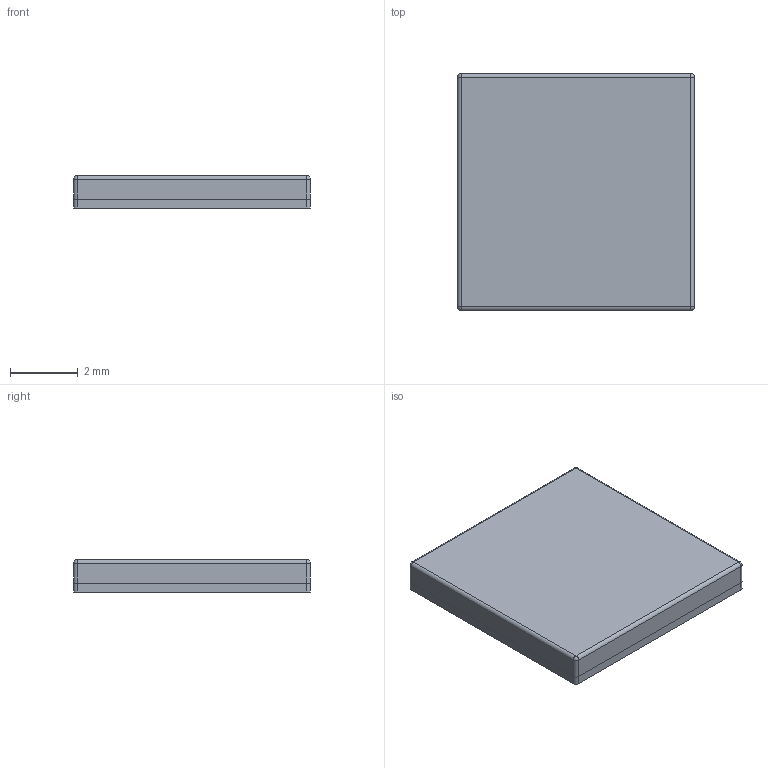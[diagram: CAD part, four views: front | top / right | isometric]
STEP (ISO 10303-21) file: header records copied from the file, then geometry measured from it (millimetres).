
FILE_DESCRIPTION(/* description */ ('Unknown'),/* implementation_level */ '2;1');
FILE_NAME(/* name */ 'ESP32-S3-PICO-1-N8R2',/* time_stamp */ '2023-11-15T15:58:04+02:00',/* author */ ('Unknown'),/* organization */ ('Unknown'),/* preprocessor_version */ 'ST-DEVELOPER v18.102',/* originating_system */ 'Solid Edge',/* authorisation */ 'Unknown');
FILE_SCHEMA (('AUTOMOTIVE_DESIGN {1 0 10303 214 3 1 1}'));
Length unit declared in the file: millimetre
Products named in the file (1): ESP32-S3-PICO-1-N8R2
Bounding box: 7 x 7 x 0.97 mm (x, y, z)
Volume: 47.2 mm3; surface area: 124.1 mm2
Topology: 1 solids, 1 shells, 312 faces, 743 edges, 486 vertices
Faces by surface type: plane 296, cylinder 12, sphere 4
Entity records: 10991 total; most frequent: CARTESIAN_POINT 1538, ORIENTED_EDGE 1478, DIRECTION 1385, EDGE_CURVE 739, LINE 719, VECTOR 719, VERTEX_POINT 486, EDGE_LOOP 369
